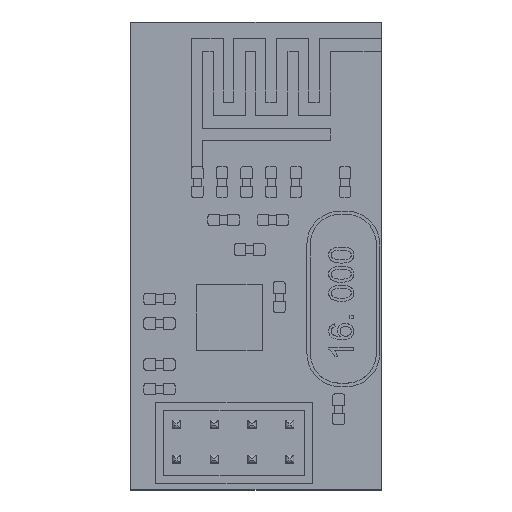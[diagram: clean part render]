
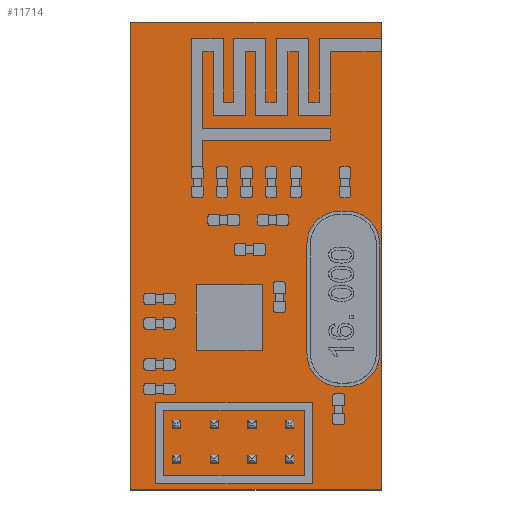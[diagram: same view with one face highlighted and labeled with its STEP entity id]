
A CAD part, top view. The second image highlights one B-rep face of the part: STEP entity #11714.
In plain terms, the highlighted planar face has unit normal (0, 0, 1).
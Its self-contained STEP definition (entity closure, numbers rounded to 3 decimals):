
#763=FACE_OUTER_BOUND('',#1469,.T.);
#1469=EDGE_LOOP('',(#7765,#7766,#7767,#7768));
#2186=LINE('',#16341,#3525);
#2189=LINE('',#16347,#3528);
#2192=LINE('',#16353,#3531);
#2195=LINE('',#16357,#3534);
#3525=VECTOR('',#13320,10.);
#3528=VECTOR('',#13325,10.);
#3531=VECTOR('',#13330,10.);
#3534=VECTOR('',#13335,10.);
#4864=VERTEX_POINT('',#16338);
#4865=VERTEX_POINT('',#16340);
#4867=VERTEX_POINT('',#16346);
#4869=VERTEX_POINT('',#16352);
#6006=EDGE_CURVE('',#4865,#4864,#2186,.T.);
#6009=EDGE_CURVE('',#4867,#4865,#2189,.T.);
#6012=EDGE_CURVE('',#4869,#4867,#2192,.T.);
#6015=EDGE_CURVE('',#4864,#4869,#2195,.T.);
#7765=ORIENTED_EDGE('',*,*,#6015,.T.);
#7766=ORIENTED_EDGE('',*,*,#6012,.T.);
#7767=ORIENTED_EDGE('',*,*,#6009,.T.);
#7768=ORIENTED_EDGE('',*,*,#6006,.T.);
#11243=PLANE('',#12479);
#11714=ADVANCED_FACE('',(#763),#11243,.T.);
#12479=AXIS2_PLACEMENT_3D('',#16358,#13336,#13337);
#13320=DIRECTION('',(-1.,0.,0.));
#13325=DIRECTION('',(0.,1.,0.));
#13330=DIRECTION('',(1.,0.,0.));
#13335=DIRECTION('',(0.,-1.,0.));
#13336=DIRECTION('center_axis',(0.,0.,1.));
#13337=DIRECTION('ref_axis',(1.,0.,0.));
#16338=CARTESIAN_POINT('',(0.,28.5,0.63));
#16340=CARTESIAN_POINT('',(15.25,28.5,0.63));
#16341=CARTESIAN_POINT('',(15.25,28.5,0.63));
#16346=CARTESIAN_POINT('',(15.25,0.,0.63));
#16347=CARTESIAN_POINT('',(15.25,0.,0.63));
#16352=CARTESIAN_POINT('',(0.,0.,0.63));
#16353=CARTESIAN_POINT('',(0.,0.,0.63));
#16357=CARTESIAN_POINT('',(0.,28.5,0.63));
#16358=CARTESIAN_POINT('Origin',(7.625,14.25,0.63));
